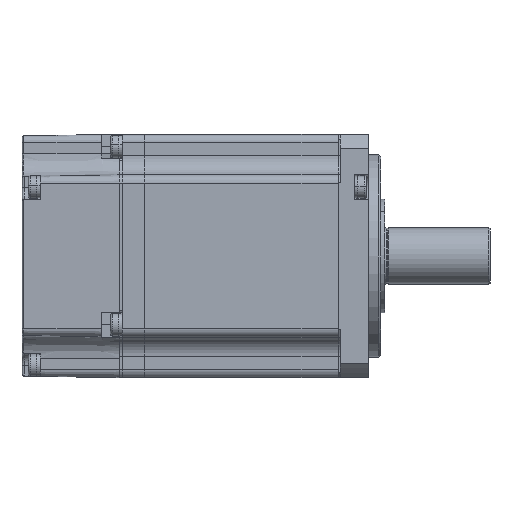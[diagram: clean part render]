
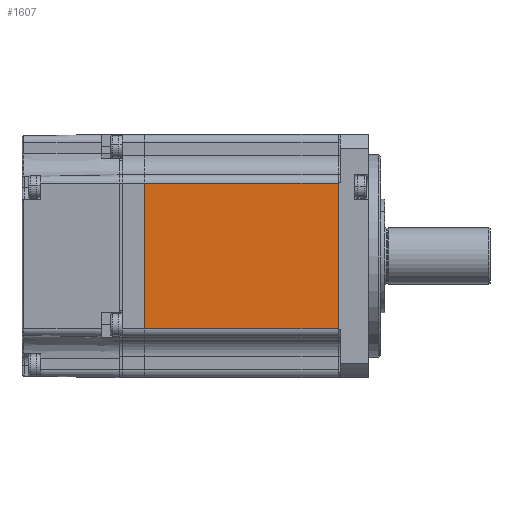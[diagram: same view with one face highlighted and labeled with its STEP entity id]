
A CAD part, front view. The second image highlights one B-rep face of the part: STEP entity #1607.
In plain terms, the highlighted planar face has unit normal (0, -1, 0).
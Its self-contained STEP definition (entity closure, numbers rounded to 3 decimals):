
#531 = ORIENTED_EDGE ( 'NONE', *, *, #10486, .F. ) ;
#1607 = ADVANCED_FACE ( 'NONE', ( #6260 ), #19643, .F. ) ;
#1693 = CARTESIAN_POINT ( 'NONE',  ( 18.998, -30.661, 78. ) ) ;
#2596 = LINE ( 'NONE', #7900, #3267 ) ;
#2977 = VERTEX_POINT ( 'NONE', #1693 ) ;
#3267 = VECTOR ( 'NONE', #22611, 1000. ) ;
#4308 = CARTESIAN_POINT ( 'NONE',  ( -28.702, -30.661, 78. ) ) ;
#6260 = FACE_OUTER_BOUND ( 'NONE', #10957, .T. ) ;
#7438 = VERTEX_POINT ( 'NONE', #13806 ) ;
#7496 = VERTEX_POINT ( 'NONE', #14083 ) ;
#7844 = VERTEX_POINT ( 'NONE', #17354 ) ;
#7900 = CARTESIAN_POINT ( 'NONE',  ( 18.998, -30.661, 78. ) ) ;
#10486 = EDGE_CURVE ( 'NONE', #7496, #7844, #25901, .T. ) ;
#10957 = EDGE_LOOP ( 'NONE', ( #23145, #531, #21580, #25179 ) ) ;
#11077 = EDGE_CURVE ( 'NONE', #2977, #7496, #2596, .T. ) ;
#11196 = LINE ( 'NONE', #4308, #21729 ) ;
#11428 = CARTESIAN_POINT ( 'NONE',  ( 18.998, -30.661, 78. ) ) ;
#13560 = DIRECTION ( 'NONE',  ( 0., 0., 1. ) ) ;
#13806 = CARTESIAN_POINT ( 'NONE',  ( -28.702, -30.661, 78. ) ) ;
#14083 = CARTESIAN_POINT ( 'NONE',  ( 18.998, -30.661, 42. ) ) ;
#16685 = LINE ( 'NONE', #24671, #26526 ) ;
#16957 = DIRECTION ( 'NONE',  ( 0., 0., -1. ) ) ;
#17354 = CARTESIAN_POINT ( 'NONE',  ( -28.702, -30.661, 42. ) ) ;
#18157 = EDGE_CURVE ( 'NONE', #7438, #7844, #11196, .T. ) ;
#19319 = AXIS2_PLACEMENT_3D ( 'NONE', #11428, #26125, #13560 ) ;
#19643 = PLANE ( 'NONE',  #19319 ) ;
#20346 = VECTOR ( 'NONE', #23931, 1000. ) ;
#20621 = EDGE_CURVE ( 'NONE', #2977, #7438, #16685, .T. ) ;
#21580 = ORIENTED_EDGE ( 'NONE', *, *, #11077, .F. ) ;
#21729 = VECTOR ( 'NONE', #16957, 1000. ) ;
#21823 = CARTESIAN_POINT ( 'NONE',  ( 18.998, -30.661, 42. ) ) ;
#22611 = DIRECTION ( 'NONE',  ( 0., 0., -1. ) ) ;
#23145 = ORIENTED_EDGE ( 'NONE', *, *, #18157, .T. ) ;
#23931 = DIRECTION ( 'NONE',  ( -1., 0., 0. ) ) ;
#24671 = CARTESIAN_POINT ( 'NONE',  ( 18.998, -30.661, 78. ) ) ;
#25179 = ORIENTED_EDGE ( 'NONE', *, *, #20621, .T. ) ;
#25901 = LINE ( 'NONE', #21823, #20346 ) ;
#26125 = DIRECTION ( 'NONE',  ( 0., 1., 0. ) ) ;
#26526 = VECTOR ( 'NONE', #26759, 1000. ) ;
#26759 = DIRECTION ( 'NONE',  ( -1., 0., 0. ) ) ;
